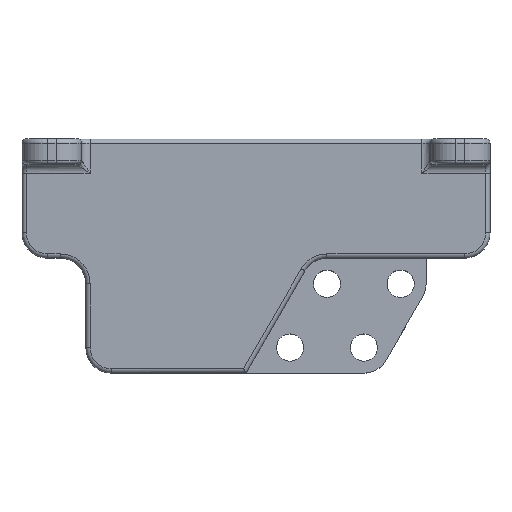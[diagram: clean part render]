
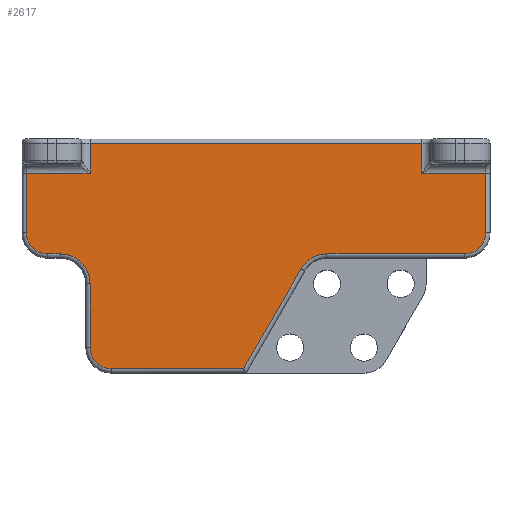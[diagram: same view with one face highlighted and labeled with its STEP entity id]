
A CAD part, top view. The second image highlights one B-rep face of the part: STEP entity #2617.
In plain terms, the highlighted planar face has unit normal (0, 0, 1).
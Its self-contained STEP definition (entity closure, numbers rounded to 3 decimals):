
#4 = DIRECTION ( 'NONE',  ( -1., 0., 0. ) ) ;
#22 = CARTESIAN_POINT ( 'NONE',  ( 22.696, -19.429, 10. ) ) ;
#27 = EDGE_CURVE ( 'NONE', #2885, #1651, #79, .T. ) ;
#29 = VECTOR ( 'NONE', #1409, 1000. ) ;
#30 = CARTESIAN_POINT ( 'NONE',  ( -21.304, 0., 10. ) ) ;
#40 = VERTEX_POINT ( 'NONE', #779 ) ;
#79 = LINE ( 'NONE', #1203, #29 ) ;
#123 = CARTESIAN_POINT ( 'NONE',  ( -21.304, -30.429, 10. ) ) ;
#158 = AXIS2_PLACEMENT_3D ( 'NONE', #2514, #224, #4 ) ;
#179 = CARTESIAN_POINT ( 'NONE',  ( 3.505, -21.179, 10. ) ) ;
#217 = DIRECTION ( 'NONE',  ( 0., 0., -1. ) ) ;
#220 = DIRECTION ( 'NONE',  ( 0., 1., 0. ) ) ;
#224 = DIRECTION ( 'NONE',  ( 0., 0., -1. ) ) ;
#253 = DIRECTION ( 'NONE',  ( 0., -1., 0. ) ) ;
#262 = CARTESIAN_POINT ( 'NONE',  ( -21.304, -6.429, 10. ) ) ;
#265 = CARTESIAN_POINT ( 'NONE',  ( -24.804, -19.429, 10. ) ) ;
#314 = AXIS2_PLACEMENT_3D ( 'NONE', #1419, #2742, #2326 ) ;
#325 = CARTESIAN_POINT ( 'NONE',  ( 6.536, -22.929, 10. ) ) ;
#335 = ORIENTED_EDGE ( 'NONE', *, *, #1661, .T. ) ;
#357 = VECTOR ( 'NONE', #2290, 1000. ) ;
#376 = VERTEX_POINT ( 'NONE', #179 ) ;
#386 = VERTEX_POINT ( 'NONE', #411 ) ;
#389 = CARTESIAN_POINT ( 'NONE',  ( 0., 0., 10. ) ) ;
#390 = EDGE_CURVE ( 'NONE', #1725, #1152, #1563, .T. ) ;
#398 = EDGE_CURVE ( 'NONE', #386, #2885, #903, .T. ) ;
#410 = CARTESIAN_POINT ( 'NONE',  ( -28.804, -16.929, 10. ) ) ;
#411 = CARTESIAN_POINT ( 'NONE',  ( 25.196, -16.929, 10. ) ) ;
#416 = VERTEX_POINT ( 'NONE', #1126 ) ;
#436 = DIRECTION ( 'NONE',  ( 1., 0., 0. ) ) ;
#448 = CARTESIAN_POINT ( 'NONE',  ( 17.696, -9.929, 10. ) ) ;
#457 = EDGE_CURVE ( 'NONE', #1682, #386, #555, .T. ) ;
#478 = CARTESIAN_POINT ( 'NONE',  ( 3.505, -21.179, 10. ) ) ;
#481 = DIRECTION ( 'NONE',  ( 0., -1., 0. ) ) ;
#509 = EDGE_CURVE ( 'NONE', #623, #416, #746, .T. ) ;
#555 = CIRCLE ( 'NONE', #314, 2.5 ) ;
#572 = CARTESIAN_POINT ( 'NONE',  ( -24.804, -19.429, 10. ) ) ;
#623 = VERTEX_POINT ( 'NONE', #1673 ) ;
#717 = EDGE_LOOP ( 'NONE', ( #2345, #1496, #1326, #1923, #1017, #1113, #2632, #1665, #335, #2618, #2671, #1991, #2741, #2814, #1669, #2538, #2543 ) ) ;
#718 = EDGE_CURVE ( 'NONE', #2870, #2508, #2614, .T. ) ;
#746 = LINE ( 'NONE', #262, #357 ) ;
#779 = CARTESIAN_POINT ( 'NONE',  ( -21.304, -9.929, 10. ) ) ;
#838 = VECTOR ( 'NONE', #436, 1000. ) ;
#839 = VECTOR ( 'NONE', #1355, 1000. ) ;
#875 = DIRECTION ( 'NONE',  ( -1., 0., 0. ) ) ;
#902 = LINE ( 'NONE', #22, #838 ) ;
#903 = LINE ( 'NONE', #2043, #2300 ) ;
#984 = DIRECTION ( 'NONE',  ( -1., 0., 0. ) ) ;
#988 = CIRCLE ( 'NONE', #1593, 2.5 ) ;
#1017 = ORIENTED_EDGE ( 'NONE', *, *, #2382, .T. ) ;
#1075 = VECTOR ( 'NONE', #481, 1000. ) ;
#1113 = ORIENTED_EDGE ( 'NONE', *, *, #718, .T. ) ;
#1126 = CARTESIAN_POINT ( 'NONE',  ( -21.304, -6.429, 10. ) ) ;
#1137 = LINE ( 'NONE', #478, #2730 ) ;
#1152 = VERTEX_POINT ( 'NONE', #1852 ) ;
#1155 = LINE ( 'NONE', #30, #1075 ) ;
#1158 = LINE ( 'NONE', #2065, #2723 ) ;
#1203 = CARTESIAN_POINT ( 'NONE',  ( 18.696, -9.929, 10. ) ) ;
#1204 = CIRCLE ( 'NONE', #158, 3.5 ) ;
#1207 = EDGE_CURVE ( 'NONE', #416, #40, #1155, .T. ) ;
#1228 = LINE ( 'NONE', #572, #1961 ) ;
#1230 = CARTESIAN_POINT ( 'NONE',  ( -18.804, -32.929, 10. ) ) ;
#1239 = EDGE_CURVE ( 'NONE', #376, #1359, #1981, .T. ) ;
#1257 = LINE ( 'NONE', #1519, #2876 ) ;
#1258 = EDGE_CURVE ( 'NONE', #2508, #1725, #988, .T. ) ;
#1326 = ORIENTED_EDGE ( 'NONE', *, *, #1840, .T. ) ;
#1327 = FACE_OUTER_BOUND ( 'NONE', #717, .T. ) ;
#1355 = DIRECTION ( 'NONE',  ( 1., 0., 0. ) ) ;
#1357 = EDGE_CURVE ( 'NONE', #2309, #1361, #1257, .T. ) ;
#1359 = VERTEX_POINT ( 'NONE', #2459 ) ;
#1361 = VERTEX_POINT ( 'NONE', #410 ) ;
#1409 = DIRECTION ( 'NONE',  ( -1., 0., 0. ) ) ;
#1419 = CARTESIAN_POINT ( 'NONE',  ( 22.696, -16.929, 10. ) ) ;
#1484 = AXIS2_PLACEMENT_3D ( 'NONE', #389, #217, #875 ) ;
#1490 = AXIS2_PLACEMENT_3D ( 'NONE', #1746, #2901, #2651 ) ;
#1496 = ORIENTED_EDGE ( 'NONE', *, *, #1357, .T. ) ;
#1519 = CARTESIAN_POINT ( 'NONE',  ( -28.804, -16.929, 10. ) ) ;
#1560 = EDGE_CURVE ( 'NONE', #1359, #1682, #902, .T. ) ;
#1563 = LINE ( 'NONE', #2244, #839 ) ;
#1593 = AXIS2_PLACEMENT_3D ( 'NONE', #2112, #2167, #2372 ) ;
#1608 = VERTEX_POINT ( 'NONE', #2479 ) ;
#1647 = DIRECTION ( 'NONE',  ( 0., 0., -1. ) ) ;
#1651 = VERTEX_POINT ( 'NONE', #448 ) ;
#1661 = EDGE_CURVE ( 'NONE', #1152, #376, #1137, .T. ) ;
#1665 = ORIENTED_EDGE ( 'NONE', *, *, #390, .T. ) ;
#1669 = ORIENTED_EDGE ( 'NONE', *, *, #2000, .T. ) ;
#1673 = CARTESIAN_POINT ( 'NONE',  ( 17.696, -6.429, 10. ) ) ;
#1682 = VERTEX_POINT ( 'NONE', #2721 ) ;
#1725 = VERTEX_POINT ( 'NONE', #1230 ) ;
#1743 = AXIS2_PLACEMENT_3D ( 'NONE', #325, #1647, #984 ) ;
#1746 = CARTESIAN_POINT ( 'NONE',  ( -26.304, -16.929, 10. ) ) ;
#1760 = LINE ( 'NONE', #2705, #2108 ) ;
#1822 = CARTESIAN_POINT ( 'NONE',  ( -28.804, -9.929, 10. ) ) ;
#1840 = EDGE_CURVE ( 'NONE', #1361, #1608, #2243, .T. ) ;
#1852 = CARTESIAN_POINT ( 'NONE',  ( -3.279, -32.929, 10. ) ) ;
#1871 = DIRECTION ( 'NONE',  ( 0., 1., 0. ) ) ;
#1894 = CARTESIAN_POINT ( 'NONE',  ( 25.196, -9.929, 10. ) ) ;
#1923 = ORIENTED_EDGE ( 'NONE', *, *, #2824, .T. ) ;
#1950 = CARTESIAN_POINT ( 'NONE',  ( -21.304, -22.929, 10. ) ) ;
#1961 = VECTOR ( 'NONE', #2352, 1000. ) ;
#1970 = DIRECTION ( 'NONE',  ( 0., -1., 0. ) ) ;
#1981 = CIRCLE ( 'NONE', #1743, 3.5 ) ;
#1991 = ORIENTED_EDGE ( 'NONE', *, *, #457, .T. ) ;
#2000 = EDGE_CURVE ( 'NONE', #1651, #623, #1158, .T. ) ;
#2014 = DIRECTION ( 'NONE',  ( -1., 0., 0. ) ) ;
#2043 = CARTESIAN_POINT ( 'NONE',  ( 25.196, -9.929, 10. ) ) ;
#2065 = CARTESIAN_POINT ( 'NONE',  ( 17.696, -5.929, 10. ) ) ;
#2108 = VECTOR ( 'NONE', #2014, 1000. ) ;
#2112 = CARTESIAN_POINT ( 'NONE',  ( -18.804, -30.429, 10. ) ) ;
#2167 = DIRECTION ( 'NONE',  ( 0., 0., 1. ) ) ;
#2203 = PLANE ( 'NONE',  #1484 ) ;
#2229 = CARTESIAN_POINT ( 'NONE',  ( -21.304, -30.429, 10. ) ) ;
#2243 = CIRCLE ( 'NONE', #1490, 2.5 ) ;
#2244 = CARTESIAN_POINT ( 'NONE',  ( -2.991, -32.929, 10. ) ) ;
#2290 = DIRECTION ( 'NONE',  ( -1., 0., 0. ) ) ;
#2300 = VECTOR ( 'NONE', #220, 1000. ) ;
#2306 = DIRECTION ( 'NONE',  ( 0.5, 0.866, 0. ) ) ;
#2309 = VERTEX_POINT ( 'NONE', #1822 ) ;
#2326 = DIRECTION ( 'NONE',  ( -1., 0., 0. ) ) ;
#2345 = ORIENTED_EDGE ( 'NONE', *, *, #2532, .T. ) ;
#2352 = DIRECTION ( 'NONE',  ( 1., 0., 0. ) ) ;
#2358 = VECTOR ( 'NONE', #253, 1000. ) ;
#2372 = DIRECTION ( 'NONE',  ( -1., 0., 0. ) ) ;
#2382 = EDGE_CURVE ( 'NONE', #2388, #2870, #1204, .T. ) ;
#2388 = VERTEX_POINT ( 'NONE', #265 ) ;
#2459 = CARTESIAN_POINT ( 'NONE',  ( 6.536, -19.429, 10. ) ) ;
#2479 = CARTESIAN_POINT ( 'NONE',  ( -26.304, -19.429, 10. ) ) ;
#2508 = VERTEX_POINT ( 'NONE', #2229 ) ;
#2514 = CARTESIAN_POINT ( 'NONE',  ( -24.804, -22.929, 10. ) ) ;
#2532 = EDGE_CURVE ( 'NONE', #40, #2309, #1760, .T. ) ;
#2538 = ORIENTED_EDGE ( 'NONE', *, *, #509, .T. ) ;
#2543 = ORIENTED_EDGE ( 'NONE', *, *, #1207, .T. ) ;
#2614 = LINE ( 'NONE', #123, #2358 ) ;
#2617 = ADVANCED_FACE ( 'NONE', ( #1327 ), #2203, .F. ) ;
#2618 = ORIENTED_EDGE ( 'NONE', *, *, #1239, .T. ) ;
#2632 = ORIENTED_EDGE ( 'NONE', *, *, #1258, .T. ) ;
#2651 = DIRECTION ( 'NONE',  ( -1., 0., 0. ) ) ;
#2671 = ORIENTED_EDGE ( 'NONE', *, *, #1560, .T. ) ;
#2705 = CARTESIAN_POINT ( 'NONE',  ( -29.304, -9.929, 10. ) ) ;
#2721 = CARTESIAN_POINT ( 'NONE',  ( 22.696, -19.429, 10. ) ) ;
#2723 = VECTOR ( 'NONE', #1871, 1000. ) ;
#2730 = VECTOR ( 'NONE', #2306, 1000. ) ;
#2741 = ORIENTED_EDGE ( 'NONE', *, *, #398, .T. ) ;
#2742 = DIRECTION ( 'NONE',  ( 0., 0., 1. ) ) ;
#2814 = ORIENTED_EDGE ( 'NONE', *, *, #27, .T. ) ;
#2824 = EDGE_CURVE ( 'NONE', #1608, #2388, #1228, .T. ) ;
#2870 = VERTEX_POINT ( 'NONE', #1950 ) ;
#2876 = VECTOR ( 'NONE', #1970, 1000. ) ;
#2885 = VERTEX_POINT ( 'NONE', #1894 ) ;
#2901 = DIRECTION ( 'NONE',  ( 0., 0., 1. ) ) ;
